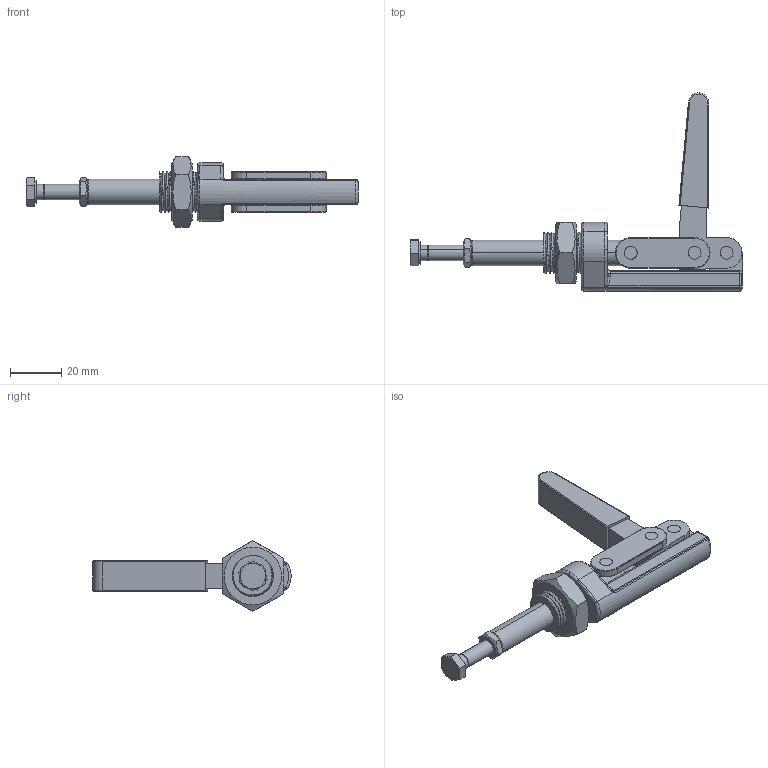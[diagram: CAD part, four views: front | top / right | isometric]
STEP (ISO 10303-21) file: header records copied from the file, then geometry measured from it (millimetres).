
FILE_DESCRIPTION((''),'2;1');
FILE_NAME('CP25.stp','2004-02-06T12:35:28',('Administrator'),(''),'Autodesk Inventor (R) 6.0','Autodesk Inventor (R) 6.0','');
FILE_SCHEMA(('AUTOMOTIVE_DESIGN { 1 0 10303 214 1 1 1 1 }'));
Length unit declared in the file: millimetre
Products named in the file (13): CP25; CP251; CP252; CP253; CP254; CP255; CP256; CP257; CP258; CP259; CP2510; CP2511; CP2512
Assembly tree (12 placements, depth 2):
  CP25
    CP251
    CP252
    CP253
    CP254
    CP255
    CP256
    CP257
    CP258
    CP259
    CP2510
    CP2511
    CP2512
Bounding box: 129.8 x 77.58 x 27.72 mm (x, y, z)
Volume: 30071.7 mm3; surface area: 21201 mm2
Topology: 12 solids, 12 shells, 293 faces, 716 edges, 447 vertices
Faces by surface type: cylinder 134, plane 79, torus 32, cone 30, bspline 14, sphere 4
Entity records: 11321 total; most frequent: CARTESIAN_POINT 4109, DIRECTION 1535, ORIENTED_EDGE 1420, EDGE_CURVE 710, AXIS2_PLACEMENT_3D 627, VERTEX_POINT 447, EDGE_LOOP 323, CIRCLE 313
